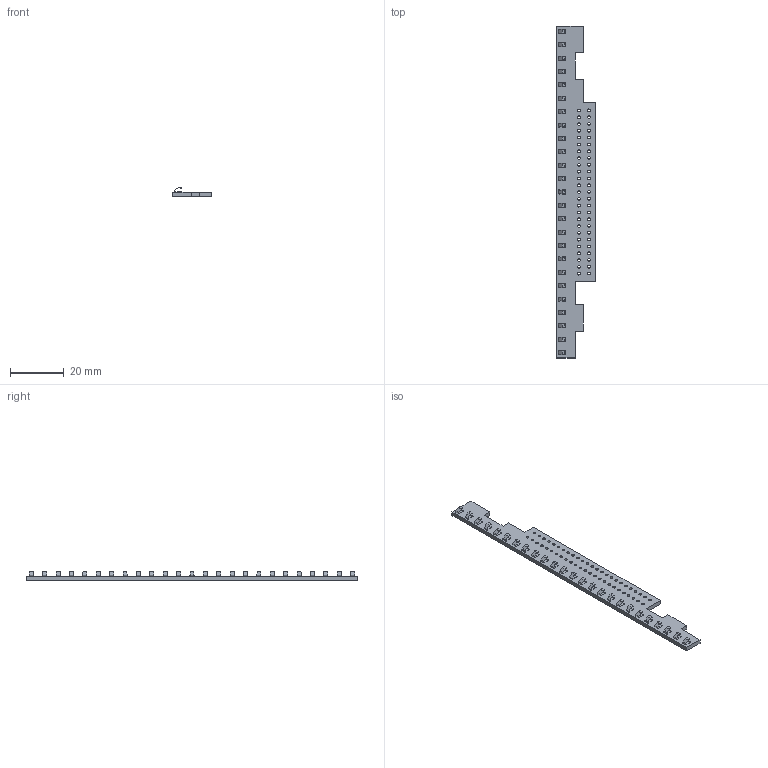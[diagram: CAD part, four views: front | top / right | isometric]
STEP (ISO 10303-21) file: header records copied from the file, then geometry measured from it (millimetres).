
FILE_DESCRIPTION(('KiCad electronic assembly'),'2;1');
FILE_NAME('DJet Small Edge Connector Board.step','2022-05-03T21:34:30',( 'An Author'),('A Company'),'Open CASCADE STEP processor 6.9', 'KiCad to STEP converter','Unknown');
FILE_SCHEMA(('AUTOMOTIVE_DESIGN { 1 0 10303 214 1 1 1 1 }'));
Length unit declared in the file: millimetre
Products named in the file (4): Open CASCADE STEP translator 6.9 1; c-1871059-1-b-3d; SOLID; COMPOUND
Assembly tree (27 placements, depth 3):
  Open CASCADE STEP translator 6.9 1
    c-1871059-1-b-3d  x25
      SOLID
    COMPOUND
Bounding box: 14.5 x 124 x 3.35 mm (x, y, z)
Volume: 2283.6 mm3; surface area: 3999.3 mm2
Topology: 26 solids, 26 shells, 1020 faces, 2804 edges, 1836 vertices
Faces by surface type: plane 820, cylinder 200
Full cylindrical faces by diameter (mm): 1 x50
Entity records: 8711 total; most frequent: CARTESIAN_POINT 2016, DIRECTION 1270, LINE 688, VECTOR 688, ORIENTED_EDGE 616, PCURVE 616, DEFINITIONAL_REPRESENTATION 616, EDGE_CURVE 308
